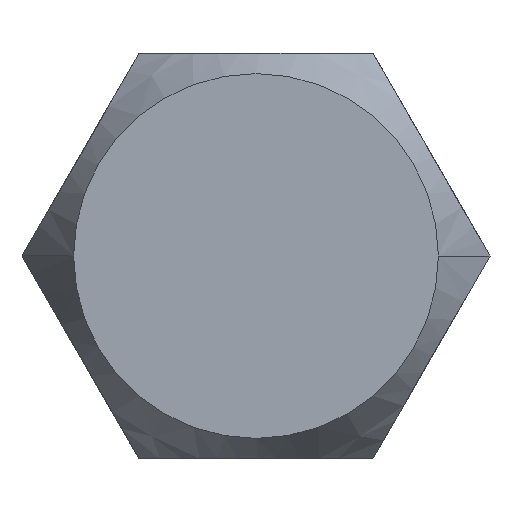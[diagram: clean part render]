
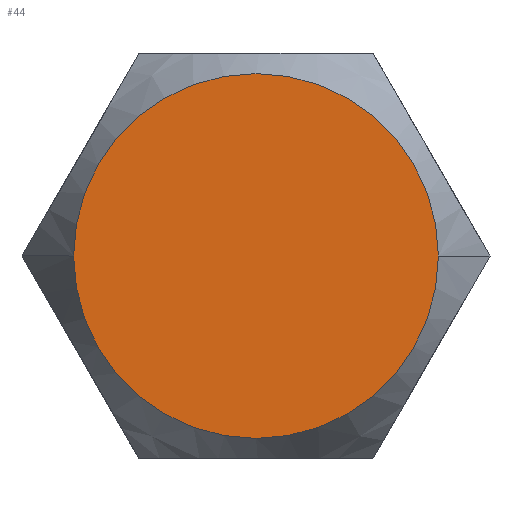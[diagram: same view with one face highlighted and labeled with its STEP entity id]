
A CAD part, front view. The second image highlights one B-rep face of the part: STEP entity #44.
In plain terms, the highlighted planar face has unit normal (0, -1, 0).
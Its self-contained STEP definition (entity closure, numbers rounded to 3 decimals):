
#44 = ADVANCED_FACE ( 'Defeature ausgef�hrt2_16', ( #1700 ), #988, .T. ) ;
#61 = DIRECTION ( 'NONE',  ( -1., 0., 0. ) ) ;
#106 = CARTESIAN_POINT ( 'NONE',  ( 0., 0., 0. ) ) ;
#247 = EDGE_CURVE ( 'Defeature ausgef�hrt2_16+Defeature ausgef�hrt2_15+Defeature ausgef�hrt2_15+Defeature ausgef�hrt2_15', #1766, #2068, #2036, .T. ) ;
#260 = AXIS2_PLACEMENT_3D ( 'NONE', #1975, #3556, #2896 ) ;
#693 = CARTESIAN_POINT ( 'NONE',  ( 0., 0., 6.35 ) ) ;
#899 = CARTESIAN_POINT ( 'NONE',  ( 2.858, 0., 0. ) ) ;
#988 = PLANE ( 'NONE',  #3303 ) ;
#1460 = ORIENTED_EDGE ( 'NONE', *, *, #247, .T. ) ;
#1674 = EDGE_LOOP ( 'NONE', ( #3174, #1460 ) ) ;
#1700 = FACE_OUTER_BOUND ( 'NONE', #1674, .T. ) ;
#1766 = VERTEX_POINT ( 'NONE', #3632 ) ;
#1975 = CARTESIAN_POINT ( 'NONE',  ( 0., 0., 0. ) ) ;
#2036 = CIRCLE ( 'NONE', #2979, 2.858 ) ;
#2068 = VERTEX_POINT ( 'NONE', #899 ) ;
#2762 = EDGE_CURVE ( 'Defeature ausgef�hrt2_16+Defeature ausgef�hrt2_15+Defeature ausgef�hrt2_15+Defeature ausgef�hrt2_15', #2068, #1766, #3588, .T. ) ;
#2866 = DIRECTION ( 'NONE',  ( 0., -1., 0. ) ) ;
#2896 = DIRECTION ( 'NONE',  ( -1., 0., 0. ) ) ;
#2979 = AXIS2_PLACEMENT_3D ( 'NONE', #106, #3774, #61 ) ;
#3174 = ORIENTED_EDGE ( 'NONE', *, *, #2762, .T. ) ;
#3303 = AXIS2_PLACEMENT_3D ( 'NONE', #693, #2866, #3465 ) ;
#3465 = DIRECTION ( 'NONE',  ( -1., 0., 0. ) ) ;
#3556 = DIRECTION ( 'NONE',  ( 0., -1., 0. ) ) ;
#3588 = CIRCLE ( 'NONE', #260, 2.858 ) ;
#3632 = CARTESIAN_POINT ( 'NONE',  ( -2.858, 0., 0. ) ) ;
#3774 = DIRECTION ( 'NONE',  ( 0., -1., 0. ) ) ;
